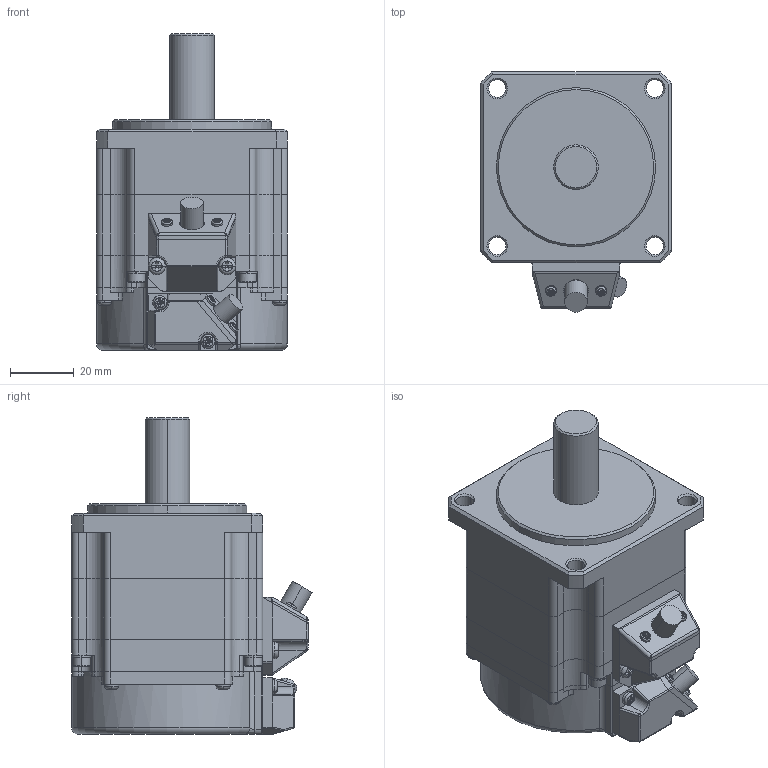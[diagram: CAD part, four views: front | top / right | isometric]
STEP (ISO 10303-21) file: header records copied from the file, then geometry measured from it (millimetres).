
FILE_DESCRIPTION(('Creo Elements/Direct Modeling STEP Export'),'2;1');
FILE_NAME('TSM3202N2000.stp','2013-10-19T17:33:45',(''),(''),'Creo Elements/Direct Modeling STEP processor for AP214 (Solid Model)','Creo Elements/Direct Modeling 17.0F 20-Aug-2012 (C) Parametric Technology GmbH','');
FILE_SCHEMA(('AUTOMOTIVE_DESIGN { 1 0 10303 214 1 1 1 1 }'));
Length unit declared in the file: millimetre
Products named in the file (2): TSM3202N2000
Assembly tree (1 placements, depth 2):
  TSM3202N2000
    TSM3202N2000
Bounding box: 60 x 75.5 x 99.5 mm (x, y, z)
Volume: 238950.3 mm3; surface area: 26715.6 mm2
Topology: 1 solids, 3 shells, 929 faces, 2237 edges, 1322 vertices
Faces by surface type: plane 421, cylinder 233, bspline 116, cone 92, torus 37, sphere 30
Entity records: 31876 total; most frequent: CARTESIAN_POINT 8893, ORIENTED_EDGE 4446, DIRECTION 3868, EDGE_CURVE 2223, AXIS2_PLACEMENT_3D 1449, VERTEX_POINT 1322, VECTOR 970, LINE 970
